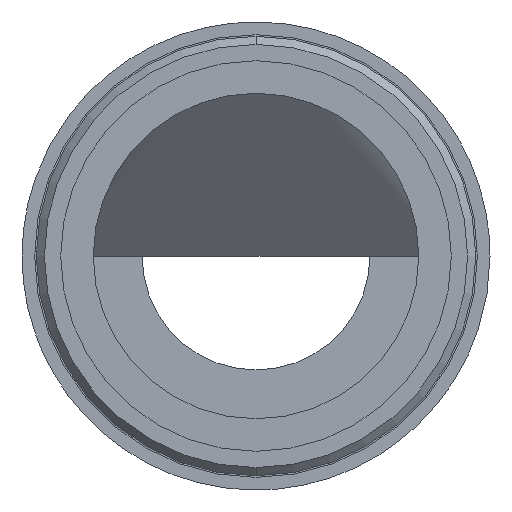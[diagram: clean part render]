
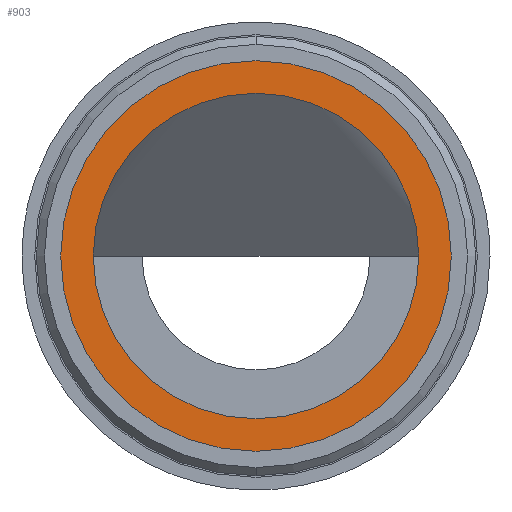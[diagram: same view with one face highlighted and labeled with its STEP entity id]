
A CAD part, front view. The second image highlights one B-rep face of the part: STEP entity #903.
In plain terms, the highlighted planar face has unit normal (0, -1, 0).
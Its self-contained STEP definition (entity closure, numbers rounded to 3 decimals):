
#28 = ORIENTED_EDGE ( 'NONE', *, *, #569, .T. ) ;
#133 = FACE_OUTER_BOUND ( 'NONE', #423, .T. ) ;
#192 = VERTEX_POINT ( 'NONE', #715 ) ;
#200 = ORIENTED_EDGE ( 'NONE', *, *, #1324, .F. ) ;
#252 = CARTESIAN_POINT ( 'NONE',  ( 0., -99.111, 0. ) ) ;
#253 = ORIENTED_EDGE ( 'NONE', *, *, #599, .T. ) ;
#265 = CARTESIAN_POINT ( 'NONE',  ( 0., -99.111, 0. ) ) ;
#337 = CARTESIAN_POINT ( 'NONE',  ( 0., -99.111, 12. ) ) ;
#339 = AXIS2_PLACEMENT_3D ( 'NONE', #443, #801, #798 ) ;
#355 = EDGE_LOOP ( 'NONE', ( #28, #253 ) ) ;
#423 = EDGE_LOOP ( 'NONE', ( #1455, #200 ) ) ;
#435 = CIRCLE ( 'NONE', #607, 12. ) ;
#443 = CARTESIAN_POINT ( 'NONE',  ( -12., -99.111, 0. ) ) ;
#456 = FACE_BOUND ( 'NONE', #355, .T. ) ;
#477 = EDGE_CURVE ( 'NONE', #771, #1438, #435, .T. ) ;
#539 = CIRCLE ( 'NONE', #589, 10. ) ;
#569 = EDGE_CURVE ( 'NONE', #1122, #192, #539, .T. ) ;
#589 = AXIS2_PLACEMENT_3D ( 'NONE', #845, #966, #1424 ) ;
#599 = EDGE_CURVE ( 'NONE', #192, #1122, #1078, .T. ) ;
#604 = CIRCLE ( 'NONE', #1290, 12. ) ;
#607 = AXIS2_PLACEMENT_3D ( 'NONE', #729, #723, #977 ) ;
#715 = CARTESIAN_POINT ( 'NONE',  ( 0., -99.111, 10. ) ) ;
#723 = DIRECTION ( 'NONE',  ( 0., 1., 0. ) ) ;
#729 = CARTESIAN_POINT ( 'NONE',  ( 0., -99.111, 0. ) ) ;
#758 = CARTESIAN_POINT ( 'NONE',  ( 0., -99.111, -12. ) ) ;
#771 = VERTEX_POINT ( 'NONE', #337 ) ;
#798 = DIRECTION ( 'NONE',  ( 0., 0., 1. ) ) ;
#801 = DIRECTION ( 'NONE',  ( 0., 1., 0. ) ) ;
#845 = CARTESIAN_POINT ( 'NONE',  ( 0., -99.111, 0. ) ) ;
#899 = CARTESIAN_POINT ( 'NONE',  ( 0., -99.111, -10. ) ) ;
#903 = ADVANCED_FACE ( 'NONE', ( #456, #133 ), #1149, .F. ) ;
#911 = AXIS2_PLACEMENT_3D ( 'NONE', #252, #1064, #1440 ) ;
#953 = DIRECTION ( 'NONE',  ( 0., 1., 0. ) ) ;
#960 = DIRECTION ( 'NONE',  ( 0., 0., 1. ) ) ;
#966 = DIRECTION ( 'NONE',  ( 0., 1., 0. ) ) ;
#977 = DIRECTION ( 'NONE',  ( 0., 0., 1. ) ) ;
#1064 = DIRECTION ( 'NONE',  ( 0., 1., 0. ) ) ;
#1078 = CIRCLE ( 'NONE', #911, 10. ) ;
#1122 = VERTEX_POINT ( 'NONE', #899 ) ;
#1149 = PLANE ( 'NONE',  #339 ) ;
#1290 = AXIS2_PLACEMENT_3D ( 'NONE', #265, #953, #960 ) ;
#1324 = EDGE_CURVE ( 'NONE', #1438, #771, #604, .T. ) ;
#1424 = DIRECTION ( 'NONE',  ( 0., 0., 1. ) ) ;
#1438 = VERTEX_POINT ( 'NONE', #758 ) ;
#1440 = DIRECTION ( 'NONE',  ( 0., 0., 1. ) ) ;
#1455 = ORIENTED_EDGE ( 'NONE', *, *, #477, .F. ) ;
